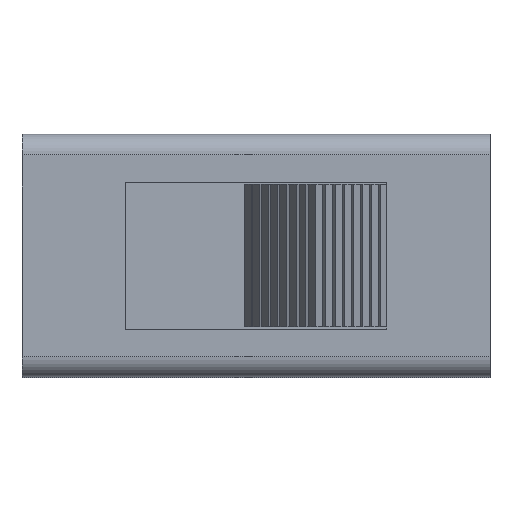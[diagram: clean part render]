
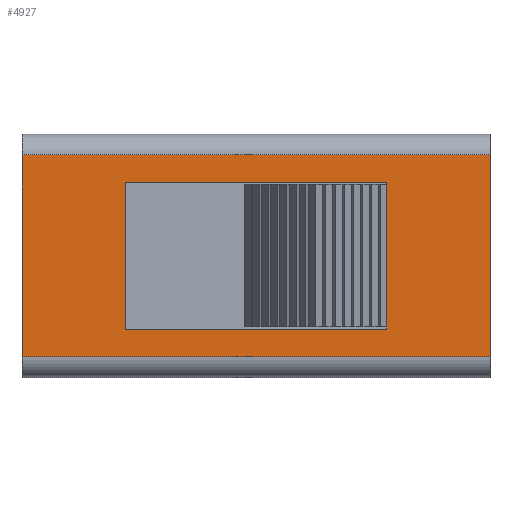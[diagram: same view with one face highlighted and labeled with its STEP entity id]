
A CAD part, top view. The second image highlights one B-rep face of the part: STEP entity #4927.
In plain terms, the highlighted planar face has unit normal (0, 0, 1).
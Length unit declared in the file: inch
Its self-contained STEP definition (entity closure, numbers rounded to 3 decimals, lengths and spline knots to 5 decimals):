
#2497=CARTESIAN_POINT('',(0.13976,0.07598,0.25));
#2498=VERTEX_POINT('',#2497);
#2499=CARTESIAN_POINT('',(0.13976,-0.07598,0.25));
#2500=VERTEX_POINT('',#2499);
#2501=CARTESIAN_POINT('',(0.13976,0.07598,0.25));
#2502=DIRECTION('',(0.0,-1.0,0.0));
#2503=VECTOR('',#2502,0.15197);
#2504=LINE('',#2501,#2503);
#2505=EDGE_CURVE('',#2498,#2500,#2504,.T.);
#4094=CARTESIAN_POINT('',(0.13976,0.07874,0.25));
#4095=VERTEX_POINT('',#4094);
#4096=CARTESIAN_POINT('',(0.13976,0.07874,0.25));
#4097=DIRECTION('',(0.0,-1.0,0.0));
#4098=VECTOR('',#4097,0.00276);
#4099=LINE('',#4096,#4098);
#4100=EDGE_CURVE('',#4095,#2498,#4099,.T.);
#4826=CARTESIAN_POINT('',(0.25,0.10787,0.25));
#4827=VERTEX_POINT('',#4826);
#4845=CARTESIAN_POINT('',(-0.25,0.10787,0.25));
#4846=VERTEX_POINT('',#4845);
#4854=CARTESIAN_POINT('',(-0.25,0.10787,0.25));
#4855=DIRECTION('',(1.0,0.0,0.0));
#4856=VECTOR('',#4855,0.5);
#4857=LINE('',#4854,#4856);
#4858=EDGE_CURVE('',#4846,#4827,#4857,.T.);
#4863=CARTESIAN_POINT('',(-0.275,-0.11866,0.25));
#4864=DIRECTION('',(0.0,0.0,1.0));
#4865=DIRECTION('',(1.0,0.0,0.0));
#4866=AXIS2_PLACEMENT_3D('',#4863,#4864,#4865);
#4867=PLANE('',#4866);
#4868=ORIENTED_EDGE('',*,*,#4858,.F.);
#4869=CARTESIAN_POINT('',(-0.25,-0.10787,0.25));
#4870=VERTEX_POINT('',#4869);
#4871=CARTESIAN_POINT('',(-0.25,-0.10787,0.25));
#4872=DIRECTION('',(0.0,1.0,0.0));
#4873=VECTOR('',#4872,0.21575);
#4874=LINE('',#4871,#4873);
#4875=EDGE_CURVE('',#4870,#4846,#4874,.T.);
#4876=ORIENTED_EDGE('',*,*,#4875,.F.);
#4877=CARTESIAN_POINT('',(0.25,-0.10787,0.25));
#4878=VERTEX_POINT('',#4877);
#4879=CARTESIAN_POINT('',(0.25,-0.10787,0.25));
#4880=DIRECTION('',(-1.0,0.0,0.0));
#4881=VECTOR('',#4880,0.5);
#4882=LINE('',#4879,#4881);
#4883=EDGE_CURVE('',#4878,#4870,#4882,.T.);
#4884=ORIENTED_EDGE('',*,*,#4883,.F.);
#4885=CARTESIAN_POINT('',(0.25,0.10787,0.25));
#4886=DIRECTION('',(0.0,-1.0,0.0));
#4887=VECTOR('',#4886,0.21575);
#4888=LINE('',#4885,#4887);
#4889=EDGE_CURVE('',#4827,#4878,#4888,.T.);
#4890=ORIENTED_EDGE('',*,*,#4889,.F.);
#4891=EDGE_LOOP('',(#4868,#4876,#4884,#4890));
#4892=FACE_OUTER_BOUND('',#4891,.T.);
#4893=ORIENTED_EDGE('',*,*,#4100,.T.);
#4894=ORIENTED_EDGE('',*,*,#2505,.T.);
#4895=CARTESIAN_POINT('',(0.13976,-0.07874,0.25));
#4896=VERTEX_POINT('',#4895);
#4897=CARTESIAN_POINT('',(0.13976,-0.07598,0.25));
#4898=DIRECTION('',(0.0,-1.0,0.0));
#4899=VECTOR('',#4898,0.00276);
#4900=LINE('',#4897,#4899);
#4901=EDGE_CURVE('',#2500,#4896,#4900,.T.);
#4902=ORIENTED_EDGE('',*,*,#4901,.T.);
#4903=CARTESIAN_POINT('',(-0.13976,-0.07874,0.25));
#4904=VERTEX_POINT('',#4903);
#4905=CARTESIAN_POINT('',(0.13976,-0.07874,0.25));
#4906=DIRECTION('',(-1.0,0.0,0.0));
#4907=VECTOR('',#4906,0.27953);
#4908=LINE('',#4905,#4907);
#4909=EDGE_CURVE('',#4896,#4904,#4908,.T.);
#4910=ORIENTED_EDGE('',*,*,#4909,.T.);
#4911=CARTESIAN_POINT('',(-0.13976,0.07874,0.25));
#4912=VERTEX_POINT('',#4911);
#4913=CARTESIAN_POINT('',(-0.13976,-0.07874,0.25));
#4914=DIRECTION('',(0.0,1.0,0.0));
#4915=VECTOR('',#4914,0.15748);
#4916=LINE('',#4913,#4915);
#4917=EDGE_CURVE('',#4904,#4912,#4916,.T.);
#4918=ORIENTED_EDGE('',*,*,#4917,.T.);
#4919=CARTESIAN_POINT('',(-0.13976,0.07874,0.25));
#4920=DIRECTION('',(1.0,0.0,0.0));
#4921=VECTOR('',#4920,0.27953);
#4922=LINE('',#4919,#4921);
#4923=EDGE_CURVE('',#4912,#4095,#4922,.T.);
#4924=ORIENTED_EDGE('',*,*,#4923,.T.);
#4925=EDGE_LOOP('',(#4893,#4894,#4902,#4910,#4918,#4924));
#4926=FACE_BOUND('',#4925,.T.);
#4927=ADVANCED_FACE('',(#4892,#4926),#4867,.T.);
